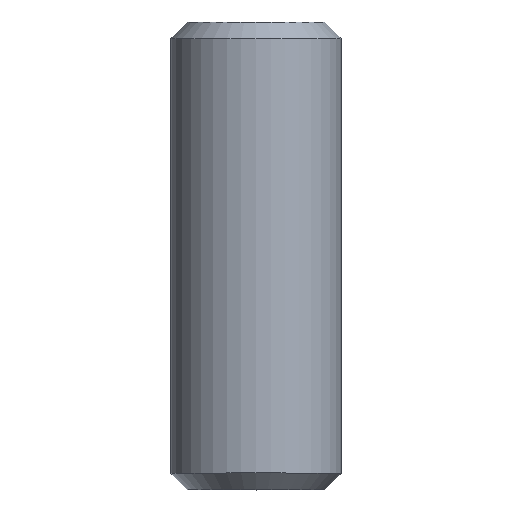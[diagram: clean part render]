
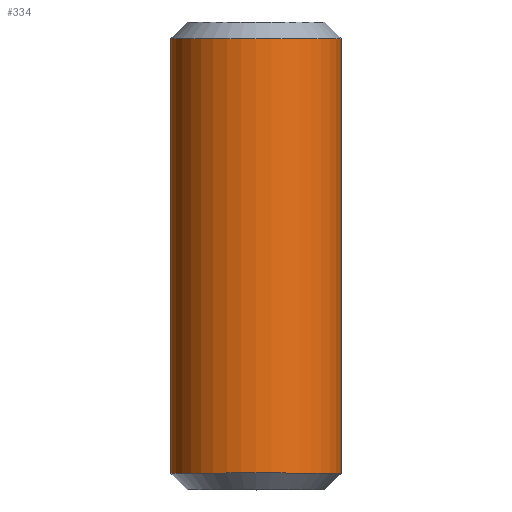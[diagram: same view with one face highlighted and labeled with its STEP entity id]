
A CAD part, top view. The second image highlights one B-rep face of the part: STEP entity #334.
In plain terms, the highlighted cylindrical face has radius 322.58 mm (diameter 645.16 mm), a partial arc.
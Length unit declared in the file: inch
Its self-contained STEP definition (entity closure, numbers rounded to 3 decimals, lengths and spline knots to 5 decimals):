
#170=CARTESIAN_POINT('',(0.,32.425,0.));
#171=DIRECTION('',(0.,1.,0.));
#172=DIRECTION('',(-1.,0.,0.));
#173=AXIS2_PLACEMENT_3D('',#170,#171,#172);
#175=CARTESIAN_POINT('',(0.,-32.425,0.));
#176=DIRECTION('',(0.,-1.,0.));
#177=DIRECTION('',(1.,0.,0.));
#178=AXIS2_PLACEMENT_3D('',#175,#176,#177);
#180=DIRECTION('',(0.,1.,0.));
#181=VECTOR('',#180,64.85);
#182=CARTESIAN_POINT('',(-12.7,-32.425,
0.));
#183=LINE('',#182,#181);
#194=DIRECTION('',(0.,1.,0.));
#195=VECTOR('',#194,64.85);
#196=CARTESIAN_POINT('',(12.7,-32.425,
0.));
#197=LINE('',#196,#195);
#218=CARTESIAN_POINT('',(12.7,32.425,0.));
#219=CARTESIAN_POINT('',(-12.7,32.425,0.));
#220=VERTEX_POINT('',#218);
#221=VERTEX_POINT('',#219);
#226=CARTESIAN_POINT('',(-12.7,-32.425,0.));
#227=CARTESIAN_POINT('',(12.7,-32.425,0.));
#228=VERTEX_POINT('',#226);
#229=VERTEX_POINT('',#227);
#320=CARTESIAN_POINT('',(0.,-34.925,0.));
#321=DIRECTION('',(0.,1.,0.));
#322=DIRECTION('',(1.,0.,0.));
#323=AXIS2_PLACEMENT_3D('',#320,#321,#322);
#324=CYLINDRICAL_SURFACE('',#323,12.7);
#325=ORIENTED_EDGE('',*,*,#314,.T.);
#327=ORIENTED_EDGE('',*,*,#326,.F.);
#329=ORIENTED_EDGE('',*,*,#328,.T.);
#331=ORIENTED_EDGE('',*,*,#330,.T.);
#332=EDGE_LOOP('',(#325,#327,#329,#331));
#333=FACE_OUTER_BOUND('',#332,.F.);
#174=CIRCLE('',#173,12.7);
#179=CIRCLE('',#178,12.7);
#314=EDGE_CURVE('',#221,#220,#174,.T.);
#326=EDGE_CURVE('',#229,#220,#197,.T.);
#328=EDGE_CURVE('',#229,#228,#179,.T.);
#330=EDGE_CURVE('',#228,#221,#183,.T.);
#334=ADVANCED_FACE('',(#333),#324,.T.);
